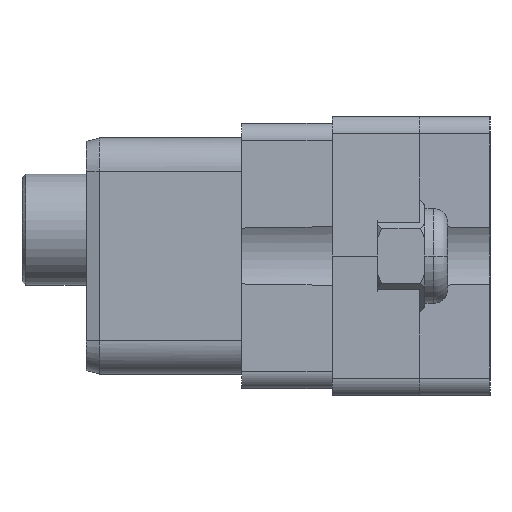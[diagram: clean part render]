
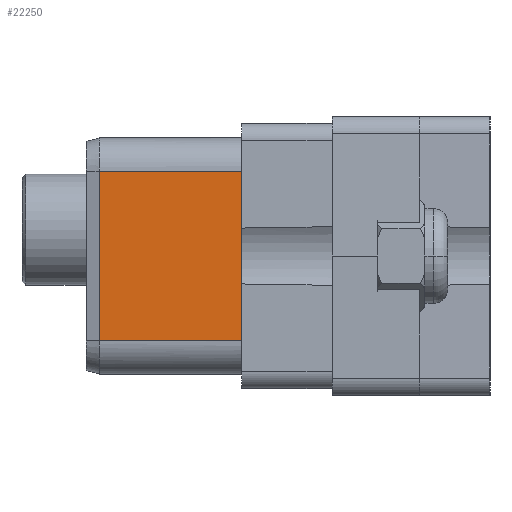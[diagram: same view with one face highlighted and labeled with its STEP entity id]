
A CAD part, left-side view. The second image highlights one B-rep face of the part: STEP entity #22250.
In plain terms, the highlighted planar face has unit normal (-1, 0.011, 0).
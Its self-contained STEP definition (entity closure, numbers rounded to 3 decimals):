
#214=DIRECTION('',(0.,0.,1.));
#215=VECTOR('',#214,9.65);
#216=CARTESIAN_POINT('',(-20.93,-0.18,-4.825));
#217=LINE('',#216,#215);
#5296=CARTESIAN_POINT('',(-20.838,7.929,-4.825));
#5298=DIRECTION('',(0.011,1.,0.));
#5299=VECTOR('',#5298,8.11);
#5300=CARTESIAN_POINT('',(-20.93,-0.18,-4.825));
#5301=LINE('',#5300,#5299);
#5338=CARTESIAN_POINT('',(-20.93,-0.18,-4.825));
#5347=CARTESIAN_POINT('',(-20.838,7.929,-4.825));
#5348=CARTESIAN_POINT('',(-20.838,7.929,
-3.753));
#5349=CARTESIAN_POINT('',(-20.838,7.93,
-1.608));
#5350=CARTESIAN_POINT('',(-20.838,7.93,1.608));
#5351=CARTESIAN_POINT('',(-20.838,7.93,3.753));
#5352=CARTESIAN_POINT('',(-20.838,7.93,4.825));
#5466=CARTESIAN_POINT('',(-20.93,-0.18,4.825));
#5468=CARTESIAN_POINT('',(-20.93,-0.18,4.825));
#5469=CARTESIAN_POINT('',(-20.92,0.721,4.825));
#5470=CARTESIAN_POINT('',(-20.899,2.523,4.825));
#5471=CARTESIAN_POINT('',(-20.869,5.227,4.825));
#5472=CARTESIAN_POINT('',(-20.848,7.029,4.825));
#5473=CARTESIAN_POINT('',(-20.838,7.93,4.825));
#15982=VERTEX_POINT('',#5338);
#15984=VERTEX_POINT('',#5466);
#17346=VERTEX_POINT('',#5296);
#17348=VERTEX_POINT('',#5352);
#22238=CARTESIAN_POINT('',(-20.93,-0.195,6.705));
#22239=DIRECTION('',(1.,-0.011,0.));
#22240=DIRECTION('',(0.011,1.,0.));
#22241=AXIS2_PLACEMENT_3D('',#22238,#22239,#22240);
#22242=PLANE('',#22241);
#22243=ORIENTED_EDGE('',*,*,#22070,.T.);
#22245=ORIENTED_EDGE('',*,*,#22244,.F.);
#22246=ORIENTED_EDGE('',*,*,#18782,.F.);
#22247=ORIENTED_EDGE('',*,*,#22231,.T.);
#22248=EDGE_LOOP('',(#22243,#22245,#22246,#22247));
#22249=FACE_OUTER_BOUND('',#22248,.F.);
#22250=ADVANCED_FACE('',(#22249),#22242,.F.);
#5353=B_SPLINE_CURVE_WITH_KNOTS('',3,(#5347,#5348,#5349,#5350,#5351,#5352),
.UNSPECIFIED.,.F.,.F.,(4,1,1,4),(0.,0.333,0.667,1.),
.UNSPECIFIED.);
#5474=B_SPLINE_CURVE_WITH_KNOTS('',3,(#5468,#5469,#5470,#5471,#5472,#5473),
.UNSPECIFIED.,.F.,.F.,(4,1,1,4),(0.,0.333,0.667,1.),
.UNSPECIFIED.);
#18782=EDGE_CURVE('',#15982,#15984,#217,.T.);
#22070=EDGE_CURVE('',#17346,#17348,#5353,.T.);
#22231=EDGE_CURVE('',#15982,#17346,#5301,.T.);
#22244=EDGE_CURVE('',#15984,#17348,#5474,.T.);
